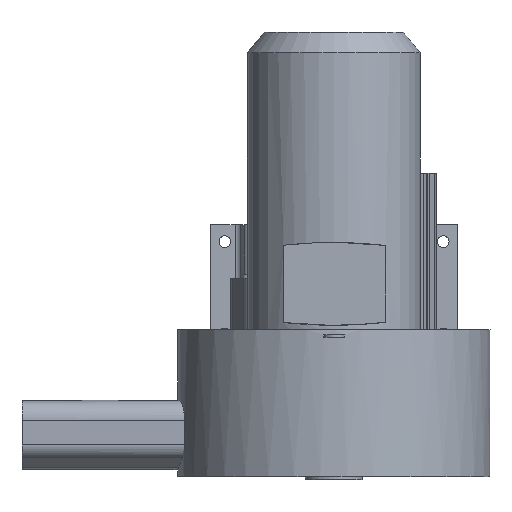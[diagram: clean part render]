
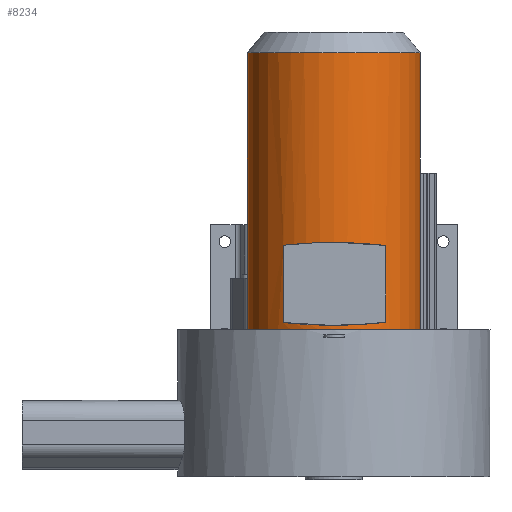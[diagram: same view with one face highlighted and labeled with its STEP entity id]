
A CAD part, front view. The second image highlights one B-rep face of the part: STEP entity #8234.
In plain terms, the highlighted cylindrical face has radius 89 mm (diameter 178 mm), a partial arc.
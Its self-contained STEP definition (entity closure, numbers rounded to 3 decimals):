
#250=CARTESIAN_POINT('',(0.,0.,58.45));
#251=DIRECTION('',(0.,0.,1.));
#252=DIRECTION('',(-1.,0.,0.));
#253=AXIS2_PLACEMENT_3D('',#250,#251,#252);
#2905=DIRECTION('',(0.,0.,1.));
#2906=VECTOR('',#2905,285.3);
#2907=CARTESIAN_POINT('',(89.,0.,58.45));
#2908=LINE('',#2907,#2906);
#2927=CARTESIAN_POINT('',(0.,0.,
343.75));
#2928=DIRECTION('',(0.,0.,1.));
#2929=DIRECTION('',(-1.,0.,0.));
#2930=AXIS2_PLACEMENT_3D('',#2927,#2928,#2929);
#2932=DIRECTION('',(0.,0.,1.));
#2933=VECTOR('',#2932,285.3);
#2934=CARTESIAN_POINT('',(-89.,0.,
58.45));
#2935=LINE('',#2934,#2933);
#2936=DIRECTION('',(0.,0.,1.));
#2937=VECTOR('',#2936,79.639);
#2938=CARTESIAN_POINT('',(-51.972,-72.249,
65.681));
#2939=LINE('',#2938,#2937);
#2940=CARTESIAN_POINT('',(-51.972,-72.249,
65.681));
#2941=CARTESIAN_POINT('',(-48.186,-74.972,
65.265));
#2942=CARTESIAN_POINT('',(-40.179,-79.828,
64.48));
#2943=CARTESIAN_POINT('',(-27.139,-85.151,
63.551));
#2944=CARTESIAN_POINT('',(-13.386,-88.363,
62.964));
#2945=CARTESIAN_POINT('',(0.659,-89.367,
62.779));
#2946=CARTESIAN_POINT('',(14.685,-88.155,63.011));
#2947=CARTESIAN_POINT('',(28.381,-84.748,63.64));
#2948=CARTESIAN_POINT('',(41.501,-79.168,64.617));
#2949=CARTESIAN_POINT('',(49.702,-73.99,65.45));
#2950=CARTESIAN_POINT('',(53.594,-71.054,65.893));
#2952=DIRECTION('',(0.,0.,1.));
#2953=VECTOR('',#2952,79.214);
#2954=CARTESIAN_POINT('',(53.594,-71.054,65.893));
#2955=LINE('',#2954,#2953);
#2956=CARTESIAN_POINT('',(53.594,-71.054,145.107));
#2957=CARTESIAN_POINT('',(49.773,-73.936,145.542));
#2958=CARTESIAN_POINT('',(41.698,-79.057,146.365));
#2959=CARTESIAN_POINT('',(28.639,-84.661,147.344));
#2960=CARTESIAN_POINT('',(14.919,-88.119,147.982));
#2961=CARTESIAN_POINT('',(0.836,-89.369,
148.222));
#2962=CARTESIAN_POINT('',(-13.268,-88.383,
148.04));
#2963=CARTESIAN_POINT('',(-27.054,-85.18,
147.454));
#2964=CARTESIAN_POINT('',(-40.135,-79.852,
146.524));
#2965=CARTESIAN_POINT('',(-48.172,-74.983,
145.736));
#2966=CARTESIAN_POINT('',(-51.972,-72.249,
145.32));
#3628=CARTESIAN_POINT('',(89.,0.,58.45));
#3629=CARTESIAN_POINT('',(-89.,0.,
58.45));
#3630=VERTEX_POINT('',#3628);
#3631=VERTEX_POINT('',#3629);
#3632=CARTESIAN_POINT('',(89.,0.,343.75));
#3633=CARTESIAN_POINT('',(-89.,0.,
343.75));
#3634=VERTEX_POINT('',#3632);
#3635=VERTEX_POINT('',#3633);
#3711=CARTESIAN_POINT('',(-51.972,-72.249,
65.681));
#3712=CARTESIAN_POINT('',(-51.972,-72.249,
145.32));
#3713=VERTEX_POINT('',#3711);
#3714=VERTEX_POINT('',#3712);
#3715=VERTEX_POINT('',#2950);
#3716=CARTESIAN_POINT('',(53.594,-71.054,145.107));
#3717=VERTEX_POINT('',#3716);
#8213=CARTESIAN_POINT('',(0.,0.,
58.45));
#8214=DIRECTION('',(0.,0.,1.));
#8215=DIRECTION('',(1.,0.,0.));
#8216=AXIS2_PLACEMENT_3D('',#8213,#8214,#8215);
#8217=CYLINDRICAL_SURFACE('',#8216,89.);
#8218=ORIENTED_EDGE('',*,*,#8207,.T.);
#8219=ORIENTED_EDGE('',*,*,#8169,.F.);
#8220=ORIENTED_EDGE('',*,*,#3872,.F.);
#8221=ORIENTED_EDGE('',*,*,#8166,.T.);
#8222=EDGE_LOOP('',(#8218,#8219,#8220,#8221));
#8223=FACE_OUTER_BOUND('',#8222,.F.);
#8225=ORIENTED_EDGE('',*,*,#8224,.F.);
#8227=ORIENTED_EDGE('',*,*,#8226,.T.);
#8229=ORIENTED_EDGE('',*,*,#8228,.T.);
#8231=ORIENTED_EDGE('',*,*,#8230,.T.);
#8232=EDGE_LOOP('',(#8225,#8227,#8229,#8231));
#8233=FACE_BOUND('',#8232,.F.);
#8234=ADVANCED_FACE('',(#8223,#8233),#8217,.T.);
#254=CIRCLE('',#253,89.);
#2931=CIRCLE('',#2930,89.);
#2951=B_SPLINE_CURVE_WITH_KNOTS('',3,(#2940,#2941,#2942,#2943,#2944,#2945,#2946,
#2947,#2948,#2949,#2950),.UNSPECIFIED.,.F.,.F.,(4,1,1,1,1,1,1,1,4),(0.,
0.125,0.25,0.375,0.5,0.625,0.75,0.875,1.),.UNSPECIFIED.);
#2967=B_SPLINE_CURVE_WITH_KNOTS('',3,(#2956,#2957,#2958,#2959,#2960,#2961,#2962,
#2963,#2964,#2965,#2966),.UNSPECIFIED.,.F.,.F.,(4,1,1,1,1,1,1,1,4),(0.,
0.125,0.25,0.375,0.5,0.625,0.75,0.875,1.),.UNSPECIFIED.);
#3872=EDGE_CURVE('',#3631,#3630,#254,.T.);
#8166=EDGE_CURVE('',#3631,#3635,#2935,.T.);
#8169=EDGE_CURVE('',#3630,#3634,#2908,.T.);
#8207=EDGE_CURVE('',#3635,#3634,#2931,.T.);
#8224=EDGE_CURVE('',#3713,#3714,#2939,.T.);
#8226=EDGE_CURVE('',#3713,#3715,#2951,.T.);
#8228=EDGE_CURVE('',#3715,#3717,#2955,.T.);
#8230=EDGE_CURVE('',#3717,#3714,#2967,.T.);
